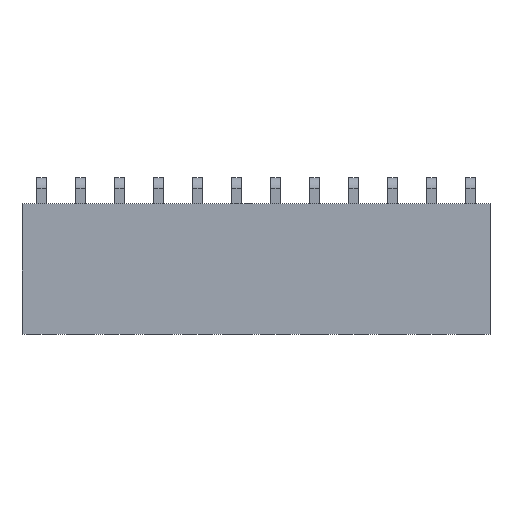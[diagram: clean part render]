
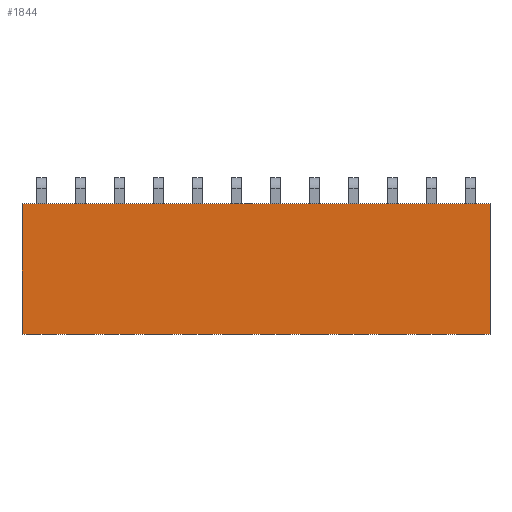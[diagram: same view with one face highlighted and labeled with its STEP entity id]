
A CAD part, top view. The second image highlights one B-rep face of the part: STEP entity #1844.
In plain terms, the highlighted planar face has unit normal (0, 0, 1).
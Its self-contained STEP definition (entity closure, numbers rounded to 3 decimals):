
#1844=ADVANCED_FACE('',(#7848),#7850,.T.);
#7848=FACE_BOUND('',#7849,.T.);
#7849=EDGE_LOOP('',(#12665,#12666,#12667,#12668));
#7850=PLANE('',#7851);
#7851=AXIS2_PLACEMENT_3D('',#7852,#7853,#7854);
#7852=CARTESIAN_POINT('',(1.27,-1.5,2.54));
#7853=DIRECTION('',(0.,0.,1.));
#7854=DIRECTION('',(-1.,0.,0.));
#12665=ORIENTED_EDGE('',*,*,#15873,.T.);
#12666=ORIENTED_EDGE('',*,*,#16043,.F.);
#12667=ORIENTED_EDGE('',*,*,#15880,.F.);
#12668=ORIENTED_EDGE('',*,*,#16092,.T.);
#15873=EDGE_CURVE('',#18229,#18227,#18230,.T.);
#15880=EDGE_CURVE('',#18239,#18241,#18242,.T.);
#16043=EDGE_CURVE('',#18241,#18227,#18515,.T.);
#16092=EDGE_CURVE('',#18239,#18229,#18612,.T.);
#18227=VERTEX_POINT('',#22649);
#18229=VERTEX_POINT('',#22653);
#18230=LINE('',#22654,#22655);
#18239=VERTEX_POINT('',#22675);
#18241=VERTEX_POINT('',#22679);
#18242=LINE('',#22680,#22681);
#18515=LINE('',#23283,#23284);
#18612=LINE('',#23478,#23479);
#22649=CARTESIAN_POINT('',(-1.27,-10.,2.54));
#22653=CARTESIAN_POINT('',(-1.27,-1.5,2.54));
#22654=CARTESIAN_POINT('',(-1.27,-1.5,2.54));
#22655=VECTOR('',#22656,1.);
#22656=DIRECTION('',(0.,-1.,0.));
#22675=CARTESIAN_POINT('',(29.21,-1.5,2.54));
#22679=CARTESIAN_POINT('',(29.21,-10.,2.54));
#22680=CARTESIAN_POINT('',(29.21,-1.5,2.54));
#22681=VECTOR('',#22682,1.);
#22682=DIRECTION('',(0.,-1.,0.));
#23283=CARTESIAN_POINT('',(29.21,-10.,2.54));
#23284=VECTOR('',#23285,1.);
#23285=DIRECTION('',(-1.,0.,0.));
#23478=CARTESIAN_POINT('',(29.21,-1.5,2.54));
#23479=VECTOR('',#23480,1.);
#23480=DIRECTION('',(-1.,0.,0.));
